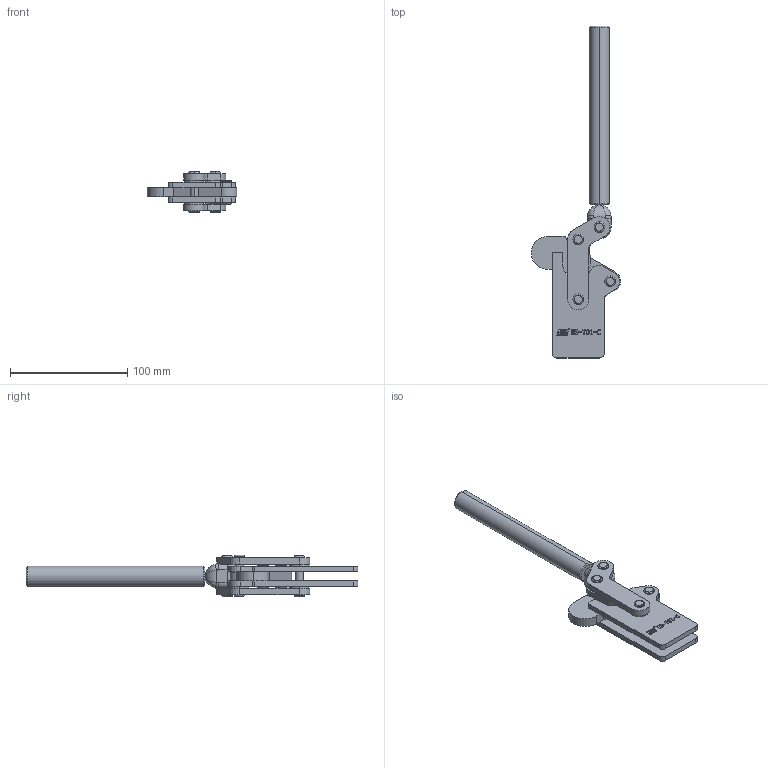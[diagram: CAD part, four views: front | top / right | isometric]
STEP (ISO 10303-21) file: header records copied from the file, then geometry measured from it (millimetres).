
FILE_DESCRIPTION (( 'STEP AP203' ), '1' );
FILE_NAME ('HS-701-C 装配体.STEP', '2018-12-07T08:25:06', ( 'PCOS' ), ( '微软中国' ), 'SwSTEP 2.0', 'SolidWorks 2012', '' );
FILE_SCHEMA (( 'CONFIG_CONTROL_DESIGN' ));
Length unit declared in the file: millimetre
Products named in the file (10): HS-701-C 蚾饜极; 蟀裝; 菜え; 揤參; 种粣; 种2; 种1; 忒梟; 忒參; 菁釱
Assembly tree (16 placements, depth 2):
  HS-701-C 蚾饜极
    菁釱
    忒參
    忒梟  x2
    种1  x2
    种2  x3
    种粣
    揤參
    菜え  x3
    蟀裝  x2
Bounding box: 76.24 x 282.9 x 35.3 mm (x, y, z)
Volume: 117539.3 mm3; surface area: 52055.6 mm2
Topology: 18 solids, 18 shells, 562 faces, 1430 edges, 940 vertices
Faces by surface type: plane 252, cylinder 156, bspline 120, torus 26, cone 8
Entity records: 21313 total; most frequent: CARTESIAN_POINT 8713, ORIENTED_EDGE 2518, DIRECTION 2037, EDGE_CURVE 1259, VERTEX_POINT 830, LINE 761, VECTOR 761, AXIS2_PLACEMENT_3D 638
